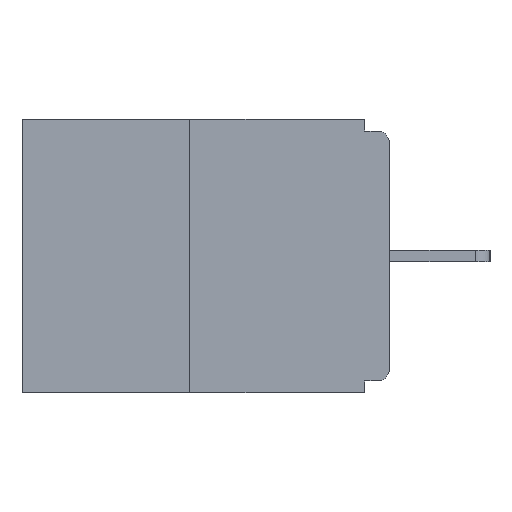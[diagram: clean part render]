
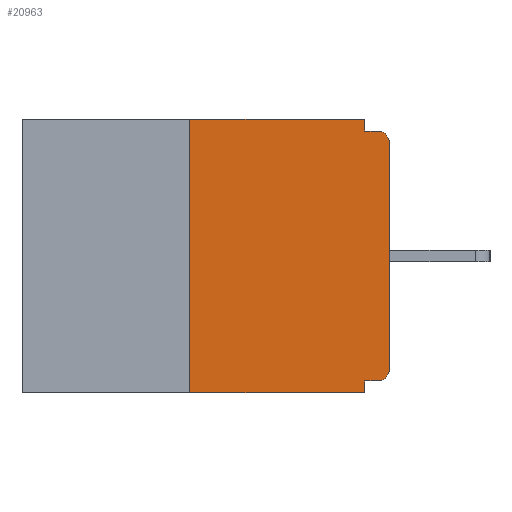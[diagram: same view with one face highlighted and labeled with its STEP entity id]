
A CAD part, left-side view. The second image highlights one B-rep face of the part: STEP entity #20963.
In plain terms, the highlighted planar face has unit normal (-1, 0, 0).
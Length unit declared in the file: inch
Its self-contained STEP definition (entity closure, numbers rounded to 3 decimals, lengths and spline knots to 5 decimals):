
#183 = CARTESIAN_POINT ( 'NONE',  ( 0., 0.46, 0. ) ) ;
#306 = CARTESIAN_POINT ( 'NONE',  ( 0., 0.25, 0. ) ) ;
#313 = ORIENTED_EDGE ( 'NONE', *, *, #17760, .F. ) ;
#507 = CIRCLE ( 'NONE', #14745, 0.015 ) ;
#561 = LINE ( 'NONE', #20536, #7997 ) ;
#570 = CIRCLE ( 'NONE', #3701, 0.015 ) ;
#681 = EDGE_CURVE ( 'NONE', #14258, #17036, #4084, .T. ) ;
#733 = EDGE_LOOP ( 'NONE', ( #5156, #11316, #2137, #13357, #3227, #5554, #8551, #5561, #313, #6180 ) ) ;
#1071 = VERTEX_POINT ( 'NONE', #6755 ) ;
#1349 = EDGE_CURVE ( 'NONE', #9512, #19810, #1836, .T. ) ;
#1400 = PLANE ( 'NONE',  #16879 ) ;
#1836 = LINE ( 'NONE', #8457, #12975 ) ;
#1950 = VECTOR ( 'NONE', #8848, 39.37008 ) ;
#2137 = ORIENTED_EDGE ( 'NONE', *, *, #9919, .T. ) ;
#2212 = CARTESIAN_POINT ( 'NONE',  ( 0., 0.031, -0.343 ) ) ;
#2598 = CARTESIAN_POINT ( 'NONE',  ( 0., 0.25, 0. ) ) ;
#2712 = LINE ( 'NONE', #2598, #15841 ) ;
#2779 = DIRECTION ( 'NONE',  ( 0., 1., 0. ) ) ;
#2959 = DIRECTION ( 'NONE',  ( 0., 0., -1. ) ) ;
#3227 = ORIENTED_EDGE ( 'NONE', *, *, #681, .F. ) ;
#3571 = DIRECTION ( 'NONE',  ( 0., 0., -1. ) ) ;
#3701 = AXIS2_PLACEMENT_3D ( 'NONE', #16078, #19225, #14338 ) ;
#4084 = LINE ( 'NONE', #9175, #6264 ) ;
#4097 = EDGE_CURVE ( 'NONE', #18038, #1071, #9377, .T. ) ;
#4217 = DIRECTION ( 'NONE',  ( 0., 0., -1. ) ) ;
#4415 = VERTEX_POINT ( 'NONE', #17822 ) ;
#4526 = VECTOR ( 'NONE', #5262, 39.37008 ) ;
#5156 = ORIENTED_EDGE ( 'NONE', *, *, #15716, .F. ) ;
#5262 = DIRECTION ( 'NONE',  ( 0., 0., -1. ) ) ;
#5554 = ORIENTED_EDGE ( 'NONE', *, *, #9637, .T. ) ;
#5561 = ORIENTED_EDGE ( 'NONE', *, *, #8235, .T. ) ;
#6180 = ORIENTED_EDGE ( 'NONE', *, *, #4097, .F. ) ;
#6264 = VECTOR ( 'NONE', #2779, 39.37008 ) ;
#6755 = CARTESIAN_POINT ( 'NONE',  ( 0., 0.031, -0.015 ) ) ;
#6884 = CARTESIAN_POINT ( 'NONE',  ( 0., 0.031, 0. ) ) ;
#6954 = CARTESIAN_POINT ( 'NONE',  ( 0., 0., -0.313 ) ) ;
#7054 = CARTESIAN_POINT ( 'NONE',  ( 0., 0.25, -0.343 ) ) ;
#7997 = VECTOR ( 'NONE', #9138, 39.37008 ) ;
#8235 = EDGE_CURVE ( 'NONE', #19810, #10023, #507, .T. ) ;
#8457 = CARTESIAN_POINT ( 'NONE',  ( 0., 0., 0. ) ) ;
#8551 = ORIENTED_EDGE ( 'NONE', *, *, #1349, .T. ) ;
#8848 = DIRECTION ( 'NONE',  ( 0., -1., 0. ) ) ;
#9077 = LINE ( 'NONE', #15707, #1950 ) ;
#9138 = DIRECTION ( 'NONE',  ( 0., -1., 0. ) ) ;
#9175 = CARTESIAN_POINT ( 'NONE',  ( 0., 0., -0.328 ) ) ;
#9377 = LINE ( 'NONE', #11444, #19916 ) ;
#9512 = VERTEX_POINT ( 'NONE', #6954 ) ;
#9637 = EDGE_CURVE ( 'NONE', #14258, #9512, #570, .T. ) ;
#9919 = EDGE_CURVE ( 'NONE', #12340, #4415, #9077, .T. ) ;
#10023 = VERTEX_POINT ( 'NONE', #17669 ) ;
#10197 = DIRECTION ( 'NONE',  ( 0., -1., 0. ) ) ;
#10632 = DIRECTION ( 'NONE',  ( -1., 0., 0. ) ) ;
#11230 = DIRECTION ( 'NONE',  ( 0., 0., 1. ) ) ;
#11316 = ORIENTED_EDGE ( 'NONE', *, *, #20855, .F. ) ;
#11444 = CARTESIAN_POINT ( 'NONE',  ( 0., 0.031, 0. ) ) ;
#12340 = VERTEX_POINT ( 'NONE', #7054 ) ;
#12458 = CARTESIAN_POINT ( 'NONE',  ( 0., 0.015, -0.03 ) ) ;
#12975 = VECTOR ( 'NONE', #11230, 39.37008 ) ;
#13357 = ORIENTED_EDGE ( 'NONE', *, *, #15272, .F. ) ;
#13547 = LINE ( 'NONE', #2212, #4526 ) ;
#14258 = VERTEX_POINT ( 'NONE', #19159 ) ;
#14338 = DIRECTION ( 'NONE',  ( 0., 0., -1. ) ) ;
#14745 = AXIS2_PLACEMENT_3D ( 'NONE', #12458, #10632, #4217 ) ;
#14848 = VERTEX_POINT ( 'NONE', #306 ) ;
#14872 = LINE ( 'NONE', #16614, #18096 ) ;
#14965 = CARTESIAN_POINT ( 'NONE',  ( 0., 0., -0.03 ) ) ;
#15272 = EDGE_CURVE ( 'NONE', #17036, #4415, #13547, .T. ) ;
#15707 = CARTESIAN_POINT ( 'NONE',  ( 0., 0.46, -0.343 ) ) ;
#15716 = EDGE_CURVE ( 'NONE', #14848, #18038, #561, .T. ) ;
#15841 = VECTOR ( 'NONE', #20933, 39.37008 ) ;
#16078 = CARTESIAN_POINT ( 'NONE',  ( 0., 0.015, -0.313 ) ) ;
#16282 = FACE_OUTER_BOUND ( 'NONE', #733, .T. ) ;
#16614 = CARTESIAN_POINT ( 'NONE',  ( 0., 0., -0.015 ) ) ;
#16879 = AXIS2_PLACEMENT_3D ( 'NONE', #183, #19856, #3571 ) ;
#17036 = VERTEX_POINT ( 'NONE', #17631 ) ;
#17631 = CARTESIAN_POINT ( 'NONE',  ( 0., 0.031, -0.328 ) ) ;
#17669 = CARTESIAN_POINT ( 'NONE',  ( 0., 0.015, -0.015 ) ) ;
#17760 = EDGE_CURVE ( 'NONE', #1071, #10023, #14872, .T. ) ;
#17822 = CARTESIAN_POINT ( 'NONE',  ( 0., 0.031, -0.343 ) ) ;
#18038 = VERTEX_POINT ( 'NONE', #6884 ) ;
#18096 = VECTOR ( 'NONE', #10197, 39.37008 ) ;
#19159 = CARTESIAN_POINT ( 'NONE',  ( 0., 0.015, -0.328 ) ) ;
#19225 = DIRECTION ( 'NONE',  ( -1., 0., 0. ) ) ;
#19810 = VERTEX_POINT ( 'NONE', #14965 ) ;
#19856 = DIRECTION ( 'NONE',  ( 1., 0., 0. ) ) ;
#19916 = VECTOR ( 'NONE', #2959, 39.37008 ) ;
#20536 = CARTESIAN_POINT ( 'NONE',  ( 0., 0.46, 0. ) ) ;
#20855 = EDGE_CURVE ( 'NONE', #12340, #14848, #2712, .T. ) ;
#20933 = DIRECTION ( 'NONE',  ( 0., 0., 1. ) ) ;
#20963 = ADVANCED_FACE ( 'NONE', ( #16282 ), #1400, .F. ) ;
